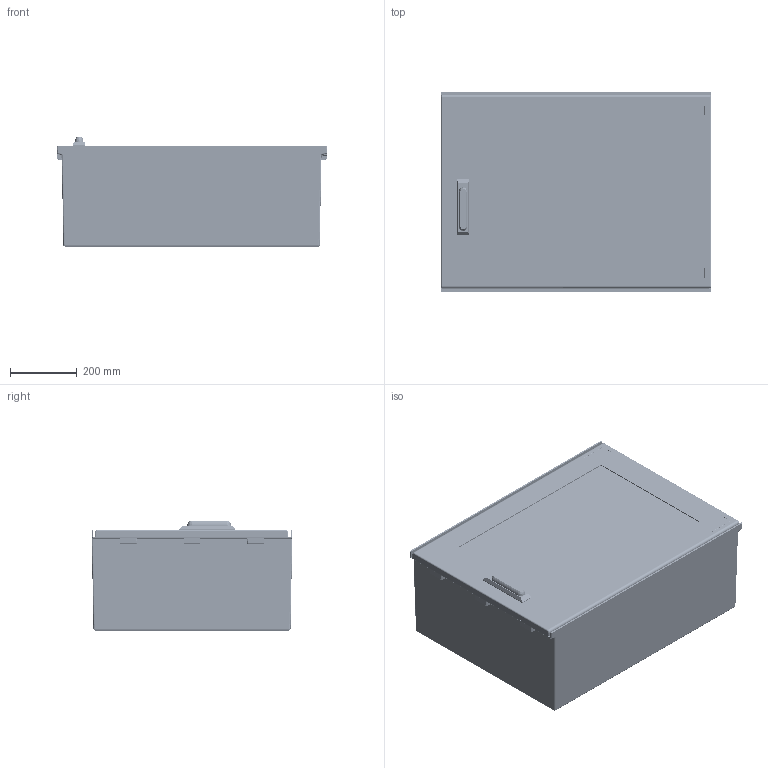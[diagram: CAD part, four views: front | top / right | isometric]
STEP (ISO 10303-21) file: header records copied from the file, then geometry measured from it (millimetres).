
FILE_DESCRIPTION((''),'2;1');
FILE_NAME('NGRW806030P3SH_SUB_ASM','2017-02-10T',('kjell_andersson'),(''),'CREO PARAMETRIC BY PTC INC, 2015290','CREO PARAMETRIC BY PTC INC, 2015290','');
FILE_SCHEMA(('AUTOMOTIVE_DESIGN { 1 0 10303 214 1 1 1 1 }'));
Products named in the file (26): NGRP806030_BASE; 4011145R06_BISAGRA_PRT_MIP_PRED; 207181114; CUBO_N8060_HINGE_BASE_ASM; NGRW806030_LID; NGRP806030_LID_GASKET; HINGE_LID_; HINGE_LID_SCREW_5X10_; CUBO_N_HINGE_LID__ASM; MOUNTING_SC_SPRING_WASHER; MOUNTING_SCREW_MAIN; MOUNTING_SCREW_HEAD; MOUNTING_SC_M6_SUBASM_ASM; MOUNTING_SC_NUT_M6; MOUNTING_SCREW_M6_ASM_ASM; CUBO_N8060_LOCK_LATCH_BASE; CIERRE_FALLEBA_AI68_FALLEBA; CIERRE_FALLEBA_AI68_RODA; MANETA; CIERRE_FALLEBA_AI68; COM_3_; CIERRE_AI68_PESTELL; CUBO_N8060_HANDLE_LOCK_ASM; RAIL_C_20X10_L_670_MN68; NGRW806030_WINDOW; NGRW806030P3SH_SUB_ASM
Assembly tree (41 placements, depth 4):
  NGRW806030P3SH_SUB_ASM
    NGRP806030_BASE
    CUBO_N8060_HINGE_BASE_ASM  x3
      4011145R06_BISAGRA_PRT_MIP_PRED
      207181114
    NGRW806030_LID
    NGRP806030_LID_GASKET
    CUBO_N_HINGE_LID__ASM  x3
      HINGE_LID_
      HINGE_LID_SCREW_5X10_
    MOUNTING_SCREW_M6_ASM_ASM  x4
      MOUNTING_SC_SPRING_WASHER
      MOUNTING_SC_M6_SUBASM_ASM
        MOUNTING_SCREW_MAIN
        MOUNTING_SCREW_HEAD
      MOUNTING_SC_NUT_M6
    CUBO_N8060_LOCK_LATCH_BASE
    CUBO_N8060_HANDLE_LOCK_ASM
      CIERRE_FALLEBA_AI68_FALLEBA  x2
      CIERRE_FALLEBA_AI68_RODA  x4
      MANETA
      CIERRE_FALLEBA_AI68
      COM_3_  x2
      CIERRE_AI68_PESTELL
    RAIL_C_20X10_L_670_MN68  x2
    NGRW806030_WINDOW
Bounding box: 806.99 x 600 x 325.5 mm (x, y, z)
Volume: 6471883.6 mm3; surface area: 4148337.5 mm2
Topology: 56 solids, 56 shells, 6389 faces, 15860 edges, 9498 vertices
Faces by surface type: plane 2190, cylinder 2089, cone 1027, bspline 656, torus 265, sphere 157, extrusion 5
Entity records: 216082 total; most frequent: CARTESIAN_POINT 93321, ORIENTED_EDGE 22994, DIRECTION 20539, EDGE_CURVE 11497, AXIS2_PLACEMENT_3D 7058, VERTEX_POINT 7001, VECTOR 6423, LINE 6418
